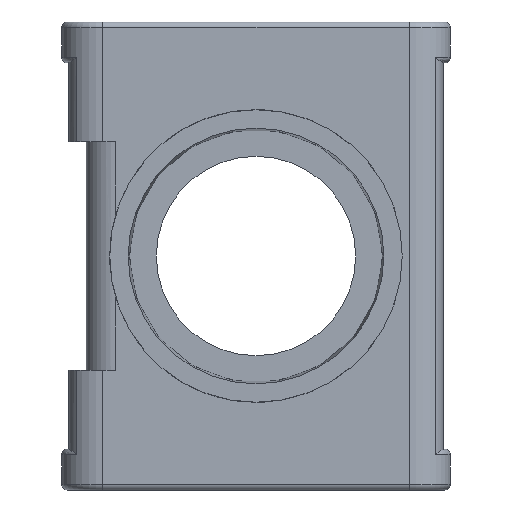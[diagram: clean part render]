
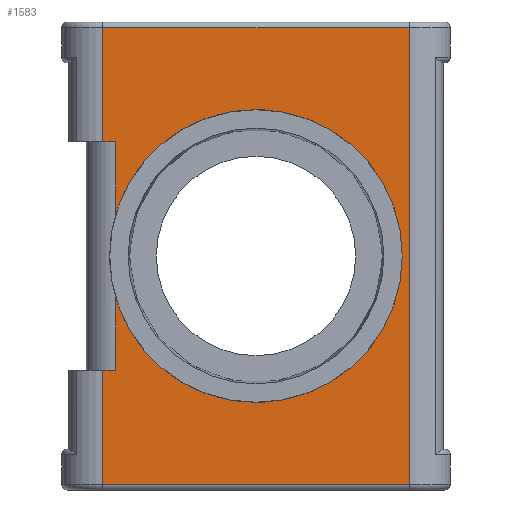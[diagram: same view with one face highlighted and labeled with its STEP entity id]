
A CAD part, front view. The second image highlights one B-rep face of the part: STEP entity #1583.
In plain terms, the highlighted planar face has unit normal (0, -1, 0).
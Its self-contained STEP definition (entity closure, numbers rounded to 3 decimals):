
#115=PLANE('',#1735);
#173=FACE_OUTER_BOUND('',#274,.T.);
#274=EDGE_LOOP('',(#1222,#1223,#1224,#1225,#1226,#1227,#1228,#1229,#1230,
#1231,#1232));
#394=LINE('',#2573,#511);
#398=LINE('',#2598,#515);
#406=LINE('',#2622,#523);
#408=LINE('',#2630,#525);
#409=LINE('',#2632,#526);
#410=LINE('',#2634,#527);
#411=LINE('',#2636,#528);
#412=LINE('',#2642,#529);
#413=LINE('',#2643,#530);
#511=VECTOR('',#1996,10.);
#515=VECTOR('',#2028,10.);
#523=VECTOR('',#2056,10.);
#525=VECTOR('',#2064,10.);
#526=VECTOR('',#2065,10.);
#527=VECTOR('',#2066,10.);
#528=VECTOR('',#2067,10.);
#529=VECTOR('',#2072,10.);
#530=VECTOR('',#2073,10.);
#631=CIRCLE('',#1736,12.5);
#632=CIRCLE('',#1737,12.5);
#748=VERTEX_POINT('',#2570);
#749=VERTEX_POINT('',#2572);
#755=VERTEX_POINT('',#2594);
#762=VERTEX_POINT('',#2621);
#765=VERTEX_POINT('',#2629);
#766=VERTEX_POINT('',#2631);
#767=VERTEX_POINT('',#2633);
#768=VERTEX_POINT('',#2635);
#769=VERTEX_POINT('',#2637);
#770=VERTEX_POINT('',#2639);
#771=VERTEX_POINT('',#2641);
#912=EDGE_CURVE('',#748,#749,#394,.T.);
#925=EDGE_CURVE('',#749,#755,#398,.T.);
#937=EDGE_CURVE('',#755,#762,#406,.T.);
#941=EDGE_CURVE('',#765,#748,#408,.T.);
#942=EDGE_CURVE('',#766,#765,#409,.T.);
#943=EDGE_CURVE('',#767,#766,#410,.T.);
#944=EDGE_CURVE('',#768,#767,#411,.T.);
#945=EDGE_CURVE('',#769,#768,#631,.T.);
#946=EDGE_CURVE('',#770,#769,#632,.T.);
#947=EDGE_CURVE('',#771,#770,#412,.T.);
#948=EDGE_CURVE('',#762,#771,#413,.T.);
#1222=ORIENTED_EDGE('',*,*,#925,.F.);
#1223=ORIENTED_EDGE('',*,*,#912,.F.);
#1224=ORIENTED_EDGE('',*,*,#941,.F.);
#1225=ORIENTED_EDGE('',*,*,#942,.F.);
#1226=ORIENTED_EDGE('',*,*,#943,.F.);
#1227=ORIENTED_EDGE('',*,*,#944,.F.);
#1228=ORIENTED_EDGE('',*,*,#945,.F.);
#1229=ORIENTED_EDGE('',*,*,#946,.F.);
#1230=ORIENTED_EDGE('',*,*,#947,.F.);
#1231=ORIENTED_EDGE('',*,*,#948,.F.);
#1232=ORIENTED_EDGE('',*,*,#937,.F.);
#1583=ADVANCED_FACE('',(#173),#115,.T.);
#1735=AXIS2_PLACEMENT_3D('',#2628,#2062,#2063);
#1736=AXIS2_PLACEMENT_3D('',#2638,#2068,#2069);
#1737=AXIS2_PLACEMENT_3D('',#2640,#2070,#2071);
#1996=DIRECTION('',(0.,0.,-1.));
#2028=DIRECTION('',(-1.,0.,0.));
#2056=DIRECTION('',(0.,0.,1.));
#2062=DIRECTION('center_axis',(0.,-1.,0.));
#2063=DIRECTION('ref_axis',(1.,0.,0.));
#2064=DIRECTION('',(1.,0.,0.));
#2065=DIRECTION('',(0.,0.,1.));
#2066=DIRECTION('',(-1.,0.,0.));
#2067=DIRECTION('',(0.,0.,1.));
#2068=DIRECTION('center_axis',(0.,-1.,0.));
#2069=DIRECTION('ref_axis',(1.,0.,0.));
#2070=DIRECTION('center_axis',(0.,-1.,0.));
#2071=DIRECTION('ref_axis',(1.,0.,0.));
#2072=DIRECTION('',(0.,0.,1.));
#2073=DIRECTION('',(1.,0.,0.));
#2570=CARTESIAN_POINT('',(13.1,0.,19.5));
#2572=CARTESIAN_POINT('',(13.1,0.,-19.5));
#2573=CARTESIAN_POINT('',(13.1,0.,-20.));
#2594=CARTESIAN_POINT('',(-13.1,0.,-19.5));
#2598=CARTESIAN_POINT('',(-8.75,0.,-19.5));
#2621=CARTESIAN_POINT('',(-13.1,0.,-9.75));
#2622=CARTESIAN_POINT('',(-13.1,0.,-20.));
#2628=CARTESIAN_POINT('Origin',(-17.5,0.,-20.));
#2629=CARTESIAN_POINT('',(-13.1,0.,19.5));
#2630=CARTESIAN_POINT('',(-8.75,0.,19.5));
#2631=CARTESIAN_POINT('',(-13.1,0.,9.75));
#2632=CARTESIAN_POINT('',(-13.1,0.,-1.75));
#2633=CARTESIAN_POINT('',(-12.,0.,9.75));
#2634=CARTESIAN_POINT('',(-16.,0.,9.75));
#2635=CARTESIAN_POINT('',(-12.,0.,3.5));
#2636=CARTESIAN_POINT('',(-12.,0.,-14.875));
#2637=CARTESIAN_POINT('',(12.5,0.,0.));
#2638=CARTESIAN_POINT('Origin',(0.,0.,0.));
#2639=CARTESIAN_POINT('',(-12.,0.,-3.5));
#2640=CARTESIAN_POINT('Origin',(0.,0.,0.));
#2641=CARTESIAN_POINT('',(-12.,0.,-9.75));
#2642=CARTESIAN_POINT('',(-12.,0.,-14.875));
#2643=CARTESIAN_POINT('',(-16.,0.,-9.75));
